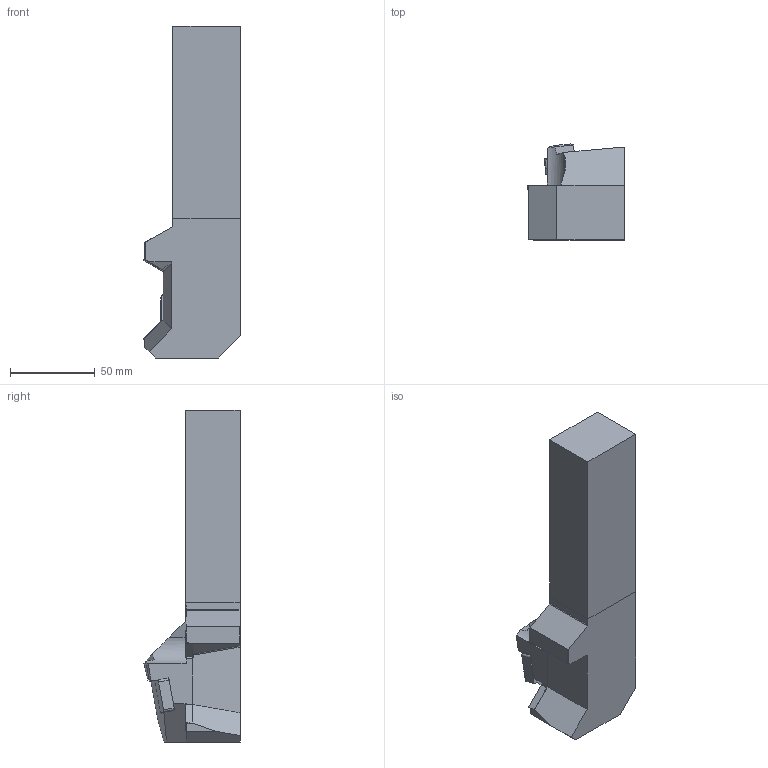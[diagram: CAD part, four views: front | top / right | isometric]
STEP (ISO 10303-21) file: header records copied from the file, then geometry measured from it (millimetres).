
FILE_DESCRIPTION(/* description */ (''),/* implementation_level */ '2;1');
FILE_NAME(/* name */ '03120992_stp - Copy.stp',/* time_stamp */ '2018-10-09T11:11:15+06:00',/* author */ (''),/* organization */ (''),/* preprocessor_version */ 'ST-DEVELOPER v15',/* originating_system */ 'SIEMENS PLM Software NX 8.5',/* authorisation */ '');
FILE_SCHEMA (('AUTOMOTIVE_DESIGN { 1 0 10303 214 3 1 1 1 }'));
Length unit declared in the file: millimetre
Products named in the file (1): INPU06648CCDbb8f
Bounding box: 57.19 x 56.57 x 195.58 mm (x, y, z)
Volume: 308202.7 mm3; surface area: 40677.3 mm2
Topology: 5 solids, 5 shells, 105 faces, 283 edges, 184 vertices
Faces by surface type: plane 81, cylinder 12, cone 10, bspline 2
Entity records: 3363 total; most frequent: CARTESIAN_POINT 678, ORIENTED_EDGE 552, DIRECTION 522, EDGE_CURVE 276, LINE 216, VECTOR 216, VERTEX_POINT 182, AXIS2_PLACEMENT_3D 153
